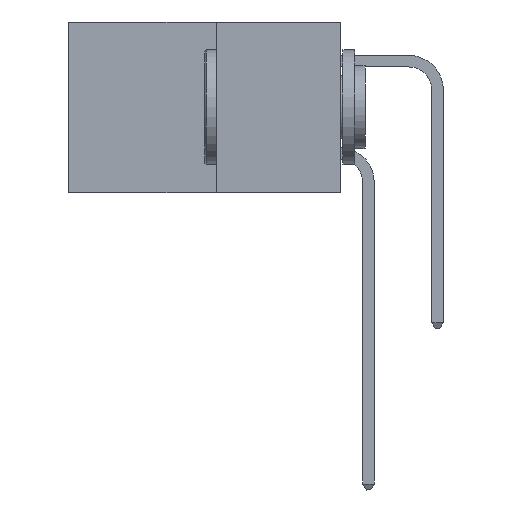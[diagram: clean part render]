
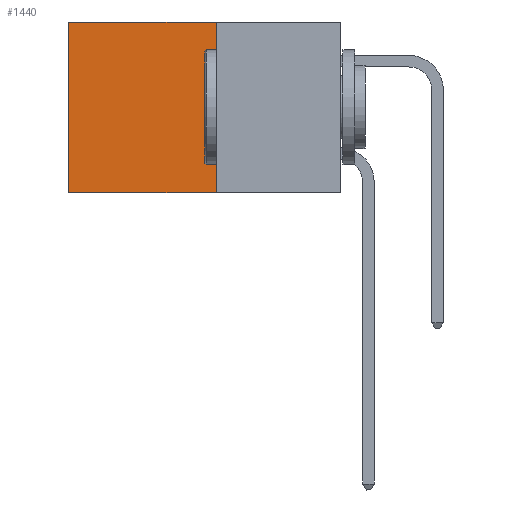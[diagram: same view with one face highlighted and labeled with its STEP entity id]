
A CAD part, left-side view. The second image highlights one B-rep face of the part: STEP entity #1440.
In plain terms, the highlighted planar face has unit normal (-1, 0, 0).
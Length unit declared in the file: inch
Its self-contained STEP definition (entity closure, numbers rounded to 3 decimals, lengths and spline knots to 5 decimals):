
#803 = VECTOR ( 'NONE', #24018, 39.37008 ) ;
#1440 = ADVANCED_FACE ( 'NONE', ( #6503 ), #29496, .F. ) ;
#2162 = ORIENTED_EDGE ( 'NONE', *, *, #36492, .T. ) ;
#2593 = VECTOR ( 'NONE', #16222, 39.37008 ) ;
#3489 = LINE ( 'NONE', #7486, #2593 ) ;
#5593 = EDGE_CURVE ( 'NONE', #18531, #16589, #24909, .T. ) ;
#6503 = FACE_OUTER_BOUND ( 'NONE', #19540, .T. ) ;
#7486 = CARTESIAN_POINT ( 'NONE',  ( 0.277, 0.59, -0.37 ) ) ;
#7556 = DIRECTION ( 'NONE',  ( 0., 0., -1. ) ) ;
#8305 = VECTOR ( 'NONE', #7556, 39.37008 ) ;
#9073 = ORIENTED_EDGE ( 'NONE', *, *, #19433, .F. ) ;
#9444 = EDGE_CURVE ( 'NONE', #18531, #29987, #31539, .T. ) ;
#9594 = VERTEX_POINT ( 'NONE', #11074 ) ;
#9796 = DIRECTION ( 'NONE',  ( 1., 0., 0. ) ) ;
#10945 = AXIS2_PLACEMENT_3D ( 'NONE', #25758, #9796, #28203 ) ;
#11074 = CARTESIAN_POINT ( 'NONE',  ( 0.277, 0.59, -0.37 ) ) ;
#15206 = CARTESIAN_POINT ( 'NONE',  ( 0.277, 0.27, -0.37 ) ) ;
#15471 = DIRECTION ( 'NONE',  ( 0., 1., 0. ) ) ;
#15478 = CARTESIAN_POINT ( 'NONE',  ( 0.277, 0.59, 0. ) ) ;
#16222 = DIRECTION ( 'NONE',  ( 0., 0., -1. ) ) ;
#16308 = ORIENTED_EDGE ( 'NONE', *, *, #5593, .T. ) ;
#16483 = ORIENTED_EDGE ( 'NONE', *, *, #9444, .F. ) ;
#16589 = VERTEX_POINT ( 'NONE', #15478 ) ;
#18464 = VECTOR ( 'NONE', #15471, 39.37008 ) ;
#18531 = VERTEX_POINT ( 'NONE', #34873 ) ;
#19433 = EDGE_CURVE ( 'NONE', #29987, #9594, #27148, .T. ) ;
#19540 = EDGE_LOOP ( 'NONE', ( #2162, #9073, #16483, #16308 ) ) ;
#22451 = CARTESIAN_POINT ( 'NONE',  ( 0.277, 0.27, -0.37 ) ) ;
#24018 = DIRECTION ( 'NONE',  ( 0., 1., 0. ) ) ;
#24909 = LINE ( 'NONE', #24950, #803 ) ;
#24950 = CARTESIAN_POINT ( 'NONE',  ( 0.277, 0.27, 0. ) ) ;
#25758 = CARTESIAN_POINT ( 'NONE',  ( 0.277, 0.27, -0.37 ) ) ;
#27148 = LINE ( 'NONE', #15206, #18464 ) ;
#27795 = CARTESIAN_POINT ( 'NONE',  ( 0.277, 0.27, -0.37 ) ) ;
#28203 = DIRECTION ( 'NONE',  ( 0., 0., -1. ) ) ;
#29496 = PLANE ( 'NONE',  #10945 ) ;
#29987 = VERTEX_POINT ( 'NONE', #22451 ) ;
#31539 = LINE ( 'NONE', #27795, #8305 ) ;
#34873 = CARTESIAN_POINT ( 'NONE',  ( 0.277, 0.27, 0. ) ) ;
#36492 = EDGE_CURVE ( 'NONE', #16589, #9594, #3489, .T. ) ;
